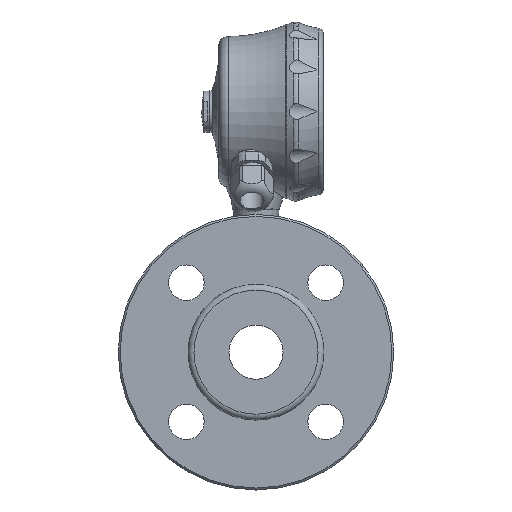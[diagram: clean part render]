
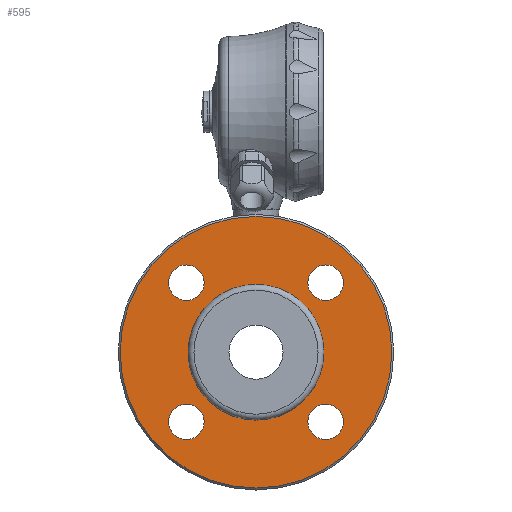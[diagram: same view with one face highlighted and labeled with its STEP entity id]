
A CAD part, front view. The second image highlights one B-rep face of the part: STEP entity #595.
In plain terms, the highlighted planar face has unit normal (0, -1, 0).
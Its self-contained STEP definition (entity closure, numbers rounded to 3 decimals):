
#595 = ADVANCED_FACE( '', ( #1669, #1670, #1671, #1672, #1673, #1674 ), #1675, .T. );
#1669 = FACE_OUTER_BOUND( '', #3367, .T. );
#1670 = FACE_BOUND( '', #3368, .T. );
#1671 = FACE_BOUND( '', #3369, .T. );
#1672 = FACE_BOUND( '', #3370, .T. );
#1673 = FACE_BOUND( '', #3371, .T. );
#1674 = FACE_BOUND( '', #3372, .T. );
#1675 = PLANE( '', #3373 );
#3367 = EDGE_LOOP( '', ( #5904 ) );
#3368 = EDGE_LOOP( '', ( #5905 ) );
#3369 = EDGE_LOOP( '', ( #5906 ) );
#3370 = EDGE_LOOP( '', ( #5907 ) );
#3371 = EDGE_LOOP( '', ( #5908 ) );
#3372 = EDGE_LOOP( '', ( #5909 ) );
#3373 = AXIS2_PLACEMENT_3D( '', #5910, #5911, #5912 );
#5904 = ORIENTED_EDGE( '', *, *, #10440, .T. );
#5905 = ORIENTED_EDGE( '', *, *, #10441, .F. );
#5906 = ORIENTED_EDGE( '', *, *, #10442, .F. );
#5907 = ORIENTED_EDGE( '', *, *, #10443, .F. );
#5908 = ORIENTED_EDGE( '', *, *, #10444, .F. );
#5909 = ORIENTED_EDGE( '', *, *, #10445, .F. );
#5910 = CARTESIAN_POINT( '', ( 0., -93., 34.5 ) );
#5911 = DIRECTION( '', ( 0., -1., 0. ) );
#5912 = DIRECTION( '', ( 0., 0., 1. ) );
#10440 = EDGE_CURVE( '', #12307, #12307, #12308, .T. );
#10441 = EDGE_CURVE( '', #12309, #12309, #12310, .T. );
#10442 = EDGE_CURVE( '', #12311, #12311, #12312, .T. );
#10443 = EDGE_CURVE( '', #12313, #12313, #12314, .T. );
#10444 = EDGE_CURVE( '', #12315, #12315, #12316, .T. );
#10445 = EDGE_CURVE( '', #12317, #12317, #12318, .T. );
#12307 = VERTEX_POINT( '', #15245 );
#12308 = CIRCLE( '', #15246, 69. );
#12309 = VERTEX_POINT( '', #15247 );
#12310 = CIRCLE( '', #15248, 9. );
#12311 = VERTEX_POINT( '', #15249 );
#12312 = CIRCLE( '', #15250, 9. );
#12313 = VERTEX_POINT( '', #15251 );
#12314 = CIRCLE( '', #15252, 9. );
#12315 = VERTEX_POINT( '', #15253 );
#12316 = CIRCLE( '', #15254, 9. );
#12317 = VERTEX_POINT( '', #15255 );
#12318 = CIRCLE( '', #15256, 34.5 );
#15245 = CARTESIAN_POINT( '', ( 0., -93., 69. ) );
#15246 = AXIS2_PLACEMENT_3D( '', #21652, #21653, #21654 );
#15247 = CARTESIAN_POINT( '', ( 35.355, -93., -26.355 ) );
#15248 = AXIS2_PLACEMENT_3D( '', #21655, #21656, #21657 );
#15249 = CARTESIAN_POINT( '', ( -26.355, -93., -35.355 ) );
#15250 = AXIS2_PLACEMENT_3D( '', #21658, #21659, #21660 );
#15251 = CARTESIAN_POINT( '', ( -35.355, -93., 26.355 ) );
#15252 = AXIS2_PLACEMENT_3D( '', #21661, #21662, #21663 );
#15253 = CARTESIAN_POINT( '', ( 26.355, -93., 35.355 ) );
#15254 = AXIS2_PLACEMENT_3D( '', #21664, #21665, #21666 );
#15255 = CARTESIAN_POINT( '', ( 0., -93., 34.5 ) );
#15256 = AXIS2_PLACEMENT_3D( '', #21667, #21668, #21669 );
#21652 = CARTESIAN_POINT( '', ( 0., -93., 0. ) );
#21653 = DIRECTION( '', ( 0., -1., 0. ) );
#21654 = DIRECTION( '', ( 0., 0., 1. ) );
#21655 = CARTESIAN_POINT( '', ( 35.355, -93., -35.355 ) );
#21656 = DIRECTION( '', ( 0., -1., 0. ) );
#21657 = DIRECTION( '', ( 0., 0., 1. ) );
#21658 = CARTESIAN_POINT( '', ( -35.355, -93., -35.355 ) );
#21659 = DIRECTION( '', ( 0., -1., 0. ) );
#21660 = DIRECTION( '', ( 1., 0., 0. ) );
#21661 = CARTESIAN_POINT( '', ( -35.355, -93., 35.355 ) );
#21662 = DIRECTION( '', ( 0., -1., 0. ) );
#21663 = DIRECTION( '', ( 0., 0., -1. ) );
#21664 = CARTESIAN_POINT( '', ( 35.355, -93., 35.355 ) );
#21665 = DIRECTION( '', ( 0., -1., 0. ) );
#21666 = DIRECTION( '', ( -1., 0., 0. ) );
#21667 = CARTESIAN_POINT( '', ( 0., -93., 0. ) );
#21668 = DIRECTION( '', ( 0., -1., 0. ) );
#21669 = DIRECTION( '', ( 0., 0., 1. ) );
